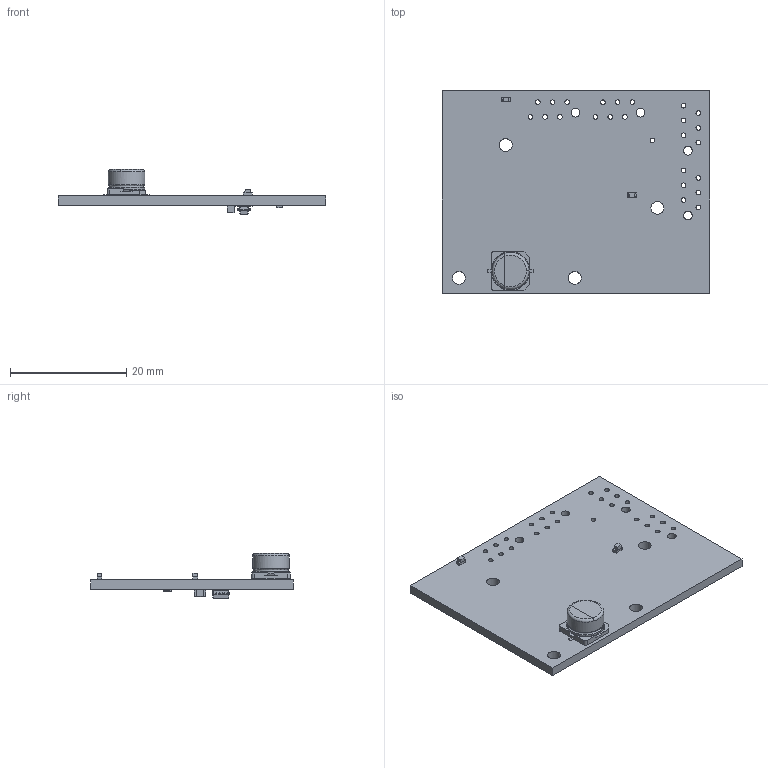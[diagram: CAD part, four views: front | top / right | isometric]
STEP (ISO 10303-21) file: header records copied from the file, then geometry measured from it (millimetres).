
FILE_DESCRIPTION(('KiCad electronic assembly'),'2;1');
FILE_NAME('Roboy_motorboard.step','2018-12-18T18:54:49',('An Author'),( 'A Company'),'Open CASCADE STEP processor 6.9', 'KiCad to STEP converter','Unknown');
FILE_SCHEMA(('AUTOMOTIVE_DESIGN { 1 0 10303 214 1 1 1 1 }'));
Length unit declared in the file: millimetre
Products named in the file (12): Open CASCADE STEP translator 6.9 1; CP_Elec_6.3x4.5; SOLID; X2SON-8_1.4x1mm_P0.35mm; LED_0603_1608Metric; SOT-23-6; L_0805_2012Metric; COMPOUND
Assembly tree (12 placements, depth 3):
  Open CASCADE STEP translator 6.9 1
    CP_Elec_6.3x4.5
      SOLID
    X2SON-8_1.4x1mm_P0.35mm
      SOLID
    LED_0603_1608Metric  x2
      SOLID
    SOT-23-6
      SOLID
    L_0805_2012Metric
      SOLID
    COMPOUND
Bounding box: 46 x 34.8 x 7.75 mm (x, y, z)
Volume: 2659.2 mm3; surface area: 3829.1 mm2
Topology: 7 solids, 7 shells, 388 faces, 1029 edges, 661 vertices
Faces by surface type: plane 255, cylinder 96, bspline 32, torus 4, revolution 1
Full cylindrical faces by diameter (mm): 0.2 x1, 0.8 x25, 1.5 x4, 2.2 x4, 6.3 x2
Entity records: 25137 total; most frequent: CARTESIAN_POINT 4961, DIRECTION 3286, LINE 2222, VECTOR 2222, ORIENTED_EDGE 1792, PCURVE 1792, DEFINITIONAL_REPRESENTATION 1792, EDGE_CURVE 896
